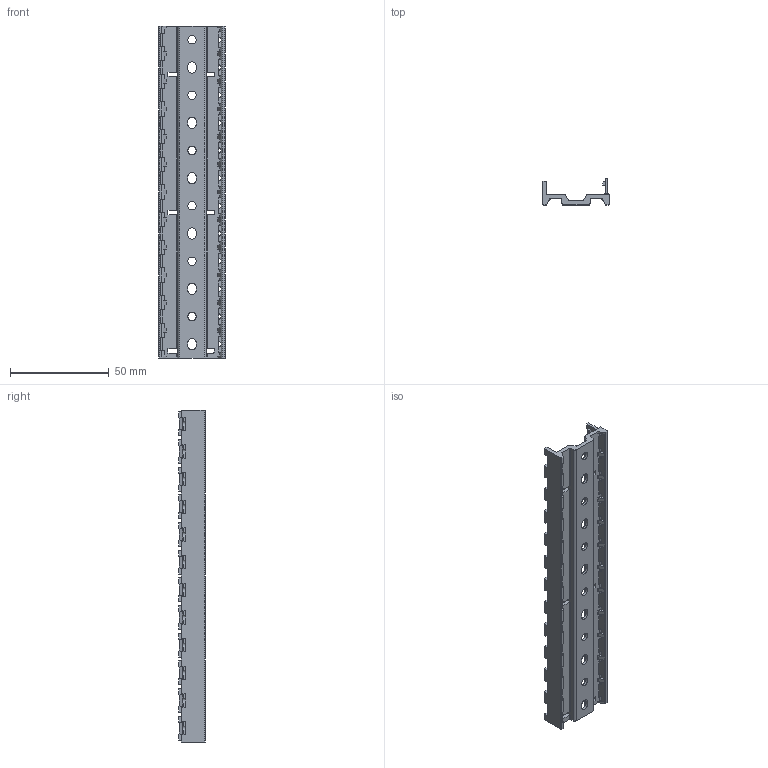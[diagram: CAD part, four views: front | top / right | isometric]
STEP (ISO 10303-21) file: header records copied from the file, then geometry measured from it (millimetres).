
FILE_DESCRIPTION((''),'2;1');
FILE_NAME('00175161200','2019-10-24T',('presta_be4'),(''),'CREO PARAMETRIC BY PTC INC, 2018360','CREO PARAMETRIC BY PTC INC, 2018360','');
FILE_SCHEMA(('CONFIG_CONTROL_DESIGN'));
Length unit declared in the file: millimetre
Products named in the file (1): 00175161200
Bounding box: 33.55 x 13.25 x 168 mm (x, y, z)
Volume: 17160.7 mm3; surface area: 21833.6 mm2
Topology: 1 solids, 1 shells, 952 faces, 2892 edges, 1888 vertices
Faces by surface type: plane 650, cylinder 302
Entity records: 32693 total; most frequent: CARTESIAN_POINT 6295, ORIENTED_EDGE 5784, DIRECTION 5304, EDGE_CURVE 2892, VECTOR 2144, LINE 2144, VERTEX_POINT 1888, AXIS2_PLACEMENT_3D 1580
